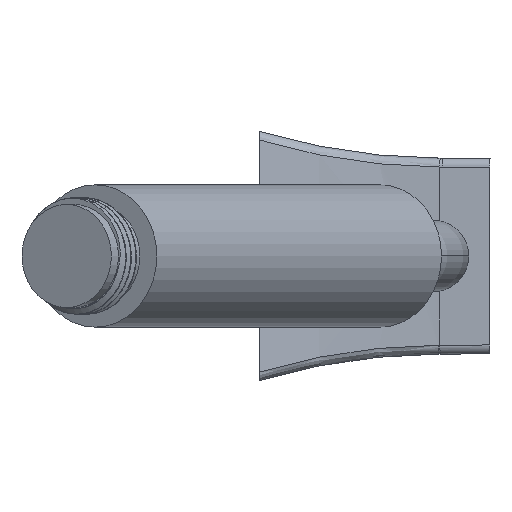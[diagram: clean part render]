
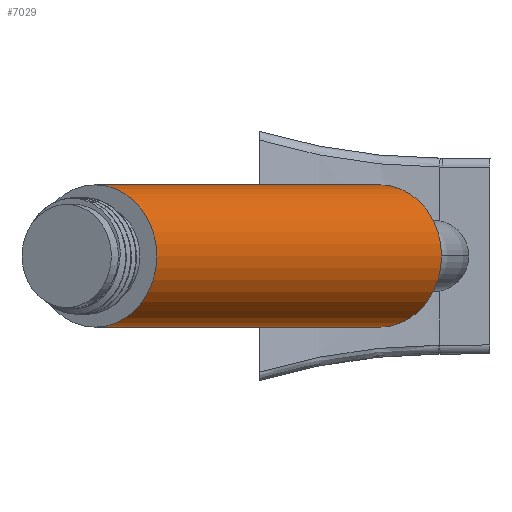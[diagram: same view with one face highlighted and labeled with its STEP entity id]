
A CAD part, front view. The second image highlights one B-rep face of the part: STEP entity #7029.
In plain terms, the highlighted cylindrical face has radius 12.7 mm (diameter 25.4 mm), a partial arc.
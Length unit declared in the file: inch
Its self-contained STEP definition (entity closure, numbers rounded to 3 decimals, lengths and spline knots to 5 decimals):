
#2785=CARTESIAN_POINT('',(0.84606,-2.60807,0.));
#2786=DIRECTION('',(-0.5,-0.866,0.));
#2787=DIRECTION('',(0.,0.,-1.));
#2788=AXIS2_PLACEMENT_3D('',#2785,#2786,#2787);
#2790=DIRECTION('',(0.5,0.866,0.));
#2791=VECTOR('',#2790,4.);
#2792=CARTESIAN_POINT('',(-1.15394,-6.07218,-0.5));
#2793=LINE('',#2792,#2791);
#2794=DIRECTION('',(-0.5,-0.866,0.));
#2795=VECTOR('',#2794,4.);
#2796=CARTESIAN_POINT('',(0.84606,-2.60807,0.5));
#2797=LINE('',#2796,#2795);
#2803=CARTESIAN_POINT('',(-1.15394,-6.07218,0.));
#2804=DIRECTION('',(0.5,0.866,0.));
#2805=DIRECTION('',(0.,0.,1.));
#2806=AXIS2_PLACEMENT_3D('',#2803,#2804,#2805);
#3941=CARTESIAN_POINT('',(-1.15394,-6.07218,0.5));
#3942=CARTESIAN_POINT('',(-1.15394,-6.07218,-0.5));
#3943=VERTEX_POINT('',#3941);
#3944=VERTEX_POINT('',#3942);
#3982=CARTESIAN_POINT('',(0.84606,-2.60807,-0.5));
#3983=CARTESIAN_POINT('',(0.84606,-2.60807,0.5));
#3984=VERTEX_POINT('',#3982);
#3985=VERTEX_POINT('',#3983);
#7017=CARTESIAN_POINT('',(0.78356,-2.71633,0.));
#7018=DIRECTION('',(-0.5,-0.866,0.));
#7019=DIRECTION('',(0.,0.,1.));
#7020=AXIS2_PLACEMENT_3D('',#7017,#7018,#7019);
#7021=CYLINDRICAL_SURFACE('',#7020,0.5);
#7022=ORIENTED_EDGE('',*,*,#7010,.F.);
#7023=ORIENTED_EDGE('',*,*,#6992,.F.);
#7024=ORIENTED_EDGE('',*,*,#7007,.F.);
#7026=ORIENTED_EDGE('',*,*,#7025,.F.);
#7027=EDGE_LOOP('',(#7022,#7023,#7024,#7026));
#7028=FACE_OUTER_BOUND('',#7027,.F.);
#7029=ADVANCED_FACE('',(#7028),#7021,.T.);
#2789=CIRCLE('',#2788,0.5);
#2807=CIRCLE('',#2806,0.5);
#6992=EDGE_CURVE('',#3984,#3985,#2789,.T.);
#7007=EDGE_CURVE('',#3944,#3984,#2793,.T.);
#7010=EDGE_CURVE('',#3985,#3943,#2797,.T.);
#7025=EDGE_CURVE('',#3943,#3944,#2807,.T.);
